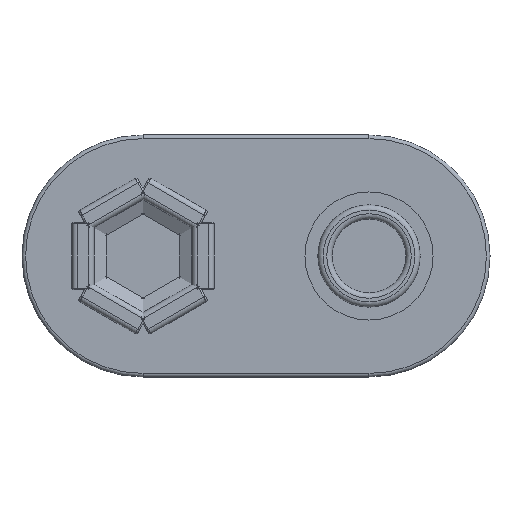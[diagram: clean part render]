
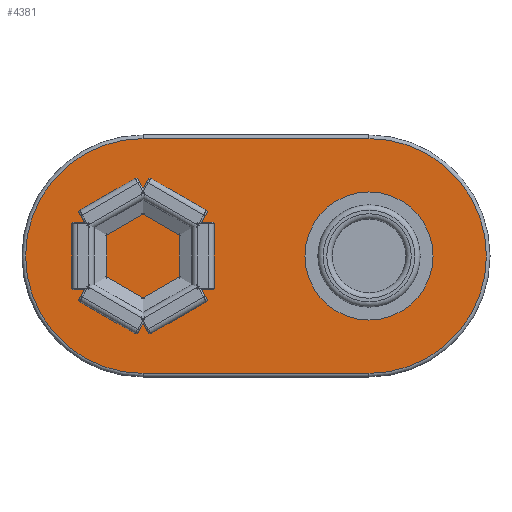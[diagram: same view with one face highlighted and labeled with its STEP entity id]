
A CAD part, front view. The second image highlights one B-rep face of the part: STEP entity #4381.
In plain terms, the highlighted planar face has unit normal (0, -1, 0).
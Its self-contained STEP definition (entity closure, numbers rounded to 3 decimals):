
#124=PLANE('',#4730);
#257=FACE_OUTER_BOUND('',#574,.T.);
#574=EDGE_LOOP('',(#2906,#2907,#2908,#2909));
#889=LINE('',#6967,#1240);
#892=LINE('',#6982,#1243);
#1240=VECTOR('',#5352,10.);
#1243=VECTOR('',#5369,10.);
#1595=CIRCLE('',#4721,6.6);
#1598=CIRCLE('',#4726,6.6);
#1846=VERTEX_POINT('',#6964);
#1847=VERTEX_POINT('',#6966);
#1849=VERTEX_POINT('',#6972);
#1851=VERTEX_POINT('',#6978);
#2218=EDGE_CURVE('',#1846,#1847,#889,.T.);
#2223=EDGE_CURVE('',#1847,#1849,#1595,.T.);
#2226=EDGE_CURVE('',#1849,#1851,#892,.T.);
#2228=EDGE_CURVE('',#1851,#1846,#1598,.T.);
#2906=ORIENTED_EDGE('',*,*,#2218,.F.);
#2907=ORIENTED_EDGE('',*,*,#2228,.F.);
#2908=ORIENTED_EDGE('',*,*,#2226,.F.);
#2909=ORIENTED_EDGE('',*,*,#2223,.F.);
#4381=ADVANCED_FACE('',(#257),#124,.F.);
#4721=AXIS2_PLACEMENT_3D('',#6976,#5362,#5363);
#4726=AXIS2_PLACEMENT_3D('',#6985,#5374,#5375);
#4730=AXIS2_PLACEMENT_3D('',#6996,#5386,#5387);
#5352=DIRECTION('',(1.,0.,0.));
#5362=DIRECTION('center_axis',(0.,1.,0.));
#5363=DIRECTION('ref_axis',(1.,0.,0.));
#5369=DIRECTION('',(-1.,0.,0.));
#5374=DIRECTION('center_axis',(0.,1.,0.));
#5375=DIRECTION('ref_axis',(-1.,0.,0.));
#5386=DIRECTION('center_axis',(0.,1.,0.));
#5387=DIRECTION('ref_axis',(1.,0.,0.));
#6964=CARTESIAN_POINT('',(-6.35,0.,6.6));
#6966=CARTESIAN_POINT('',(6.35,0.,6.6));
#6967=CARTESIAN_POINT('',(-3.175,0.,6.6));
#6972=CARTESIAN_POINT('',(6.35,0.,-6.6));
#6976=CARTESIAN_POINT('Origin',(6.35,0.,0.));
#6978=CARTESIAN_POINT('',(-6.35,0.,-6.6));
#6982=CARTESIAN_POINT('',(3.175,0.,-6.6));
#6985=CARTESIAN_POINT('Origin',(-6.35,0.,0.));
#6996=CARTESIAN_POINT('Origin',(0.,0.,0.));
